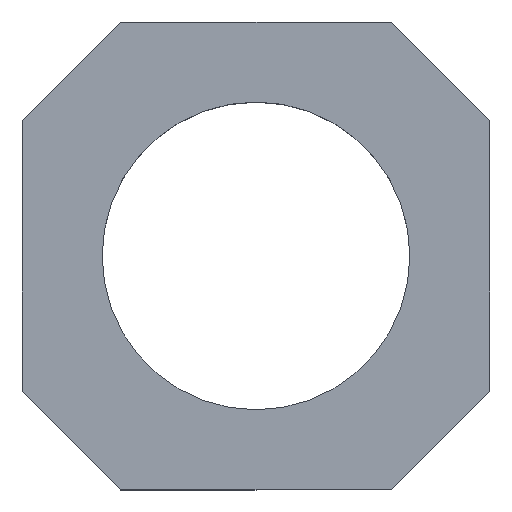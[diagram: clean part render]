
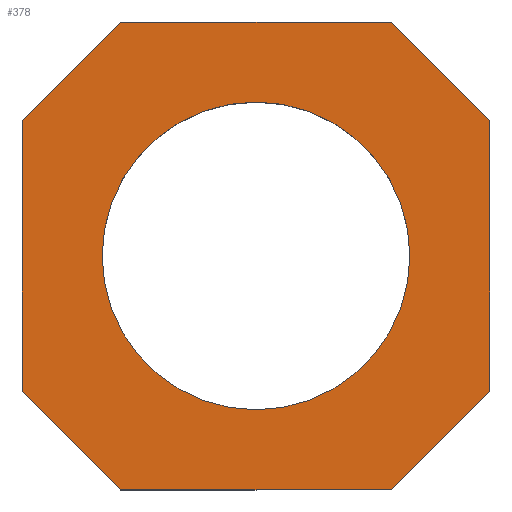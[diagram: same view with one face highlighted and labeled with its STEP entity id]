
A CAD part, top view. The second image highlights one B-rep face of the part: STEP entity #378.
In plain terms, the highlighted planar face has unit normal (0, 0, 1).
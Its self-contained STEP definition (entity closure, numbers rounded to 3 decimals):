
#49=CARTESIAN_POINT('',(-9.5,5.5,2.5));
#50=VERTEX_POINT('',#49);
#51=CARTESIAN_POINT('',(-5.5,9.5,2.5));
#52=VERTEX_POINT('',#51);
#53=CARTESIAN_POINT('',(-9.5,5.5,2.5));
#54=DIRECTION('',(0.707,0.707,0.0));
#55=VECTOR('',#54,5.657);
#56=LINE('',#53,#55);
#57=EDGE_CURVE('',#50,#52,#56,.T.);
#164=CARTESIAN_POINT('',(5.5,9.5,2.5));
#165=VERTEX_POINT('',#164);
#166=CARTESIAN_POINT('',(-5.5,9.5,2.5));
#167=DIRECTION('',(1.0,0.0,0.0));
#168=VECTOR('',#167,11.);
#169=LINE('',#166,#168);
#170=EDGE_CURVE('',#52,#165,#169,.T.);
#189=CARTESIAN_POINT('',(9.5,5.5,2.5));
#190=VERTEX_POINT('',#189);
#191=CARTESIAN_POINT('',(5.5,9.5,2.5));
#192=DIRECTION('',(0.707,-0.707,0.0));
#193=VECTOR('',#192,5.657);
#194=LINE('',#191,#193);
#195=EDGE_CURVE('',#165,#190,#194,.T.);
#212=CARTESIAN_POINT('',(9.5,-5.5,2.5));
#213=VERTEX_POINT('',#212);
#220=CARTESIAN_POINT('',(5.5,-9.5,2.5));
#221=VERTEX_POINT('',#220);
#222=CARTESIAN_POINT('',(9.5,-5.5,2.5));
#223=DIRECTION('',(-0.707,-0.707,0.0));
#224=VECTOR('',#223,5.657);
#225=LINE('',#222,#224);
#226=EDGE_CURVE('',#213,#221,#225,.T.);
#243=CARTESIAN_POINT('',(-5.5,-9.5,2.5));
#244=VERTEX_POINT('',#243);
#245=CARTESIAN_POINT('',(5.5,-9.5,2.5));
#246=DIRECTION('',(-1.0,0.0,0.0));
#247=VECTOR('',#246,11.);
#248=LINE('',#245,#247);
#249=EDGE_CURVE('',#221,#244,#248,.T.);
#268=CARTESIAN_POINT('',(-9.5,-5.5,2.5));
#269=VERTEX_POINT('',#268);
#270=CARTESIAN_POINT('',(-5.5,-9.5,2.5));
#271=DIRECTION('',(-0.707,0.707,0.0));
#272=VECTOR('',#271,5.657);
#273=LINE('',#270,#272);
#274=EDGE_CURVE('',#244,#269,#273,.T.);
#314=CARTESIAN_POINT('',(6.25,0.,2.5));
#315=VERTEX_POINT('',#314);
#316=CARTESIAN_POINT('',(0.,0.,2.5));
#317=DIRECTION('',(0.0,0.0,-1.0));
#318=DIRECTION('',(1.0,0.0,0.0));
#319=AXIS2_PLACEMENT_3D('',#316,#317,#318);
#320=CIRCLE('',#319,6.25);
#321=EDGE_CURVE('',#315,#315,#320,.T.);
#332=CARTESIAN_POINT('',(9.5,5.5,2.5));
#333=DIRECTION('',(0.0,-1.0,0.0));
#334=VECTOR('',#333,11.);
#335=LINE('',#332,#334);
#336=EDGE_CURVE('',#190,#213,#335,.T.);
#351=CARTESIAN_POINT('',(-9.5,-5.5,2.5));
#352=DIRECTION('',(0.0,1.0,0.0));
#353=VECTOR('',#352,11.);
#354=LINE('',#351,#353);
#355=EDGE_CURVE('',#269,#50,#354,.T.);
#360=CARTESIAN_POINT('',(0.,0.,2.5));
#361=DIRECTION('',(0.0,0.0,1.0));
#362=DIRECTION('',(1.0,0.0,0.0));
#363=AXIS2_PLACEMENT_3D('',#360,#361,#362);
#364=PLANE('',#363);
#365=ORIENTED_EDGE('',*,*,#57,.F.);
#366=ORIENTED_EDGE('',*,*,#355,.F.);
#367=ORIENTED_EDGE('',*,*,#274,.F.);
#368=ORIENTED_EDGE('',*,*,#249,.F.);
#369=ORIENTED_EDGE('',*,*,#226,.F.);
#370=ORIENTED_EDGE('',*,*,#336,.F.);
#371=ORIENTED_EDGE('',*,*,#195,.F.);
#372=ORIENTED_EDGE('',*,*,#170,.F.);
#373=EDGE_LOOP('',(#365,#366,#367,#368,#369,#370,#371,#372));
#374=FACE_OUTER_BOUND('',#373,.T.);
#375=ORIENTED_EDGE('',*,*,#321,.T.);
#376=EDGE_LOOP('',(#375));
#377=FACE_BOUND('',#376,.T.);
#378=ADVANCED_FACE('',(#374,#377),#364,.T.);
